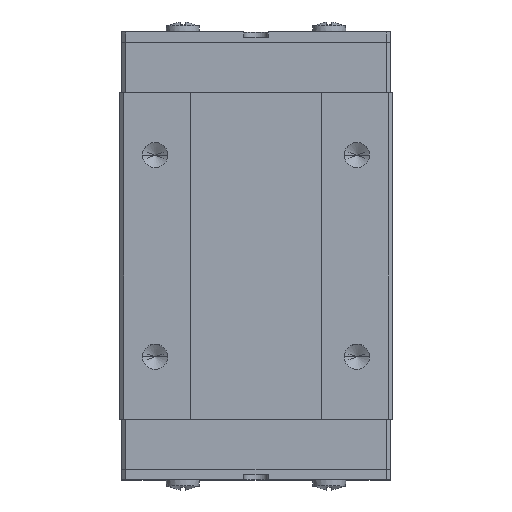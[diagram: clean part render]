
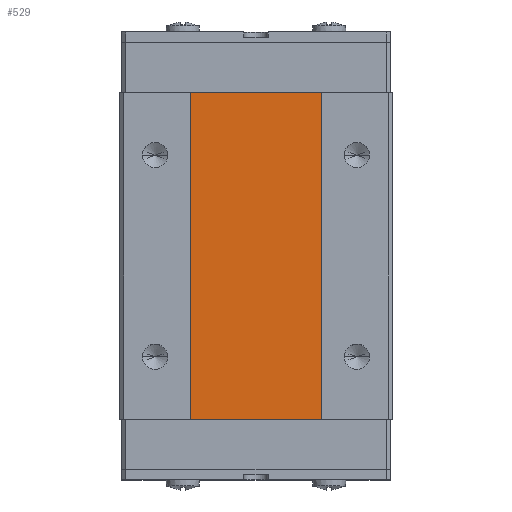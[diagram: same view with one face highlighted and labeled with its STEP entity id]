
A CAD part, top view. The second image highlights one B-rep face of the part: STEP entity #529.
In plain terms, the highlighted planar face has unit normal (0, 0, 1).
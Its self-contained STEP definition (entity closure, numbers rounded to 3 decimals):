
#529=ADVANCED_FACE('',(#1121),#1122,.T.);
#1121=FACE_OUTER_BOUND('',#1773,.T.);
#1122=PLANE('',#1774);
#1773=EDGE_LOOP('',(#3353,#3354,#3355,#3356));
#1774=AXIS2_PLACEMENT_3D('',#3357,#3358,#3359);
#3353=ORIENTED_EDGE('',*,*,#4504,.F.);
#3354=ORIENTED_EDGE('',*,*,#4505,.F.);
#3355=ORIENTED_EDGE('',*,*,#4506,.F.);
#3356=ORIENTED_EDGE('',*,*,#4507,.F.);
#3357=CARTESIAN_POINT('',(0.0,22.201,12.75));
#3358=DIRECTION('',(0.0,0.0,1.0));
#3359=DIRECTION('',(1.0,0.0,0.0));
#4504=EDGE_CURVE('',#5585,#5586,#5587,.T.);
#4505=EDGE_CURVE('',#5588,#5585,#5589,.T.);
#4506=EDGE_CURVE('',#5590,#5588,#5591,.T.);
#4507=EDGE_CURVE('',#5586,#5590,#5592,.T.);
#5585=VERTEX_POINT('',#7524);
#5586=VERTEX_POINT('',#7525);
#5587=LINE('',#7526,#7527);
#5588=VERTEX_POINT('',#7528);
#5589=LINE('',#7529,#7530);
#5590=VERTEX_POINT('',#7531);
#5591=LINE('',#7532,#7533);
#5592=LINE('',#7534,#7535);
#7524=CARTESIAN_POINT('',(6.5,38.401,12.75));
#7525=CARTESIAN_POINT('',(6.5,6.001,12.75));
#7526=CARTESIAN_POINT('',(6.5,22.201,12.75));
#7527=VECTOR('',#8374,1.0);
#7528=CARTESIAN_POINT('',(-6.5,38.401,12.75));
#7529=CARTESIAN_POINT('',(0.,38.401,12.75));
#7530=VECTOR('',#8375,1.0);
#7531=CARTESIAN_POINT('',(-6.5,6.001,12.75));
#7532=CARTESIAN_POINT('',(-6.5,22.201,12.75));
#7533=VECTOR('',#8376,1.0);
#7534=CARTESIAN_POINT('',(0.,6.001,12.75));
#7535=VECTOR('',#8377,1.0);
#8374=DIRECTION('',(0.0,-1.0,0.0));
#8375=DIRECTION('',(1.0,0.0,-0.0));
#8376=DIRECTION('',(0.0,1.0,0.0));
#8377=DIRECTION('',(-1.0,0.0,0.0));
